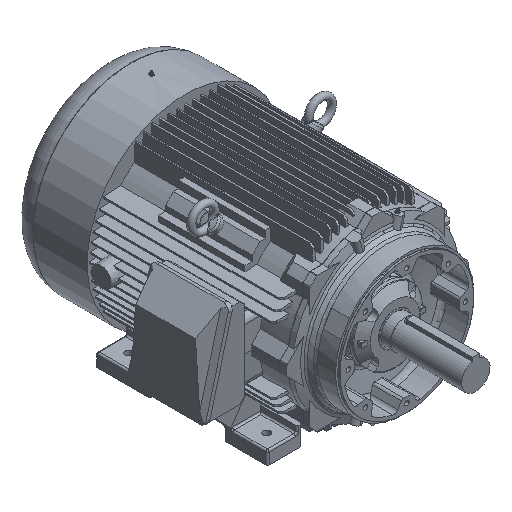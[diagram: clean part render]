
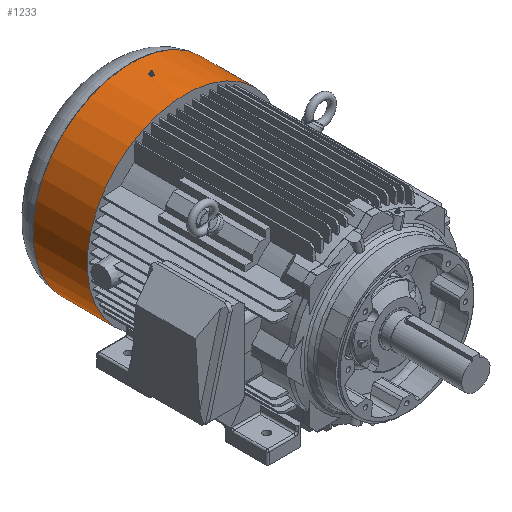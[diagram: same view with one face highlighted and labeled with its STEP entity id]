
A CAD part, isometric view. The second image highlights one B-rep face of the part: STEP entity #1233.
In plain terms, the highlighted cylindrical face has radius 298 mm (diameter 596 mm), a partial arc.
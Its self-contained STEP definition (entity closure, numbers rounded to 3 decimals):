
#1233 = ADVANCED_FACE( '', ( #3683, #3684 ), #3685, .T. );
#3683 = FACE_OUTER_BOUND( '', #17323, .T. );
#3684 = FACE_BOUND( '', #17324, .T. );
#3685 = CYLINDRICAL_SURFACE( '', #17325, 298. );
#17323 = EDGE_LOOP( '', ( #27800, #27801, #27802, #27803 ) );
#17324 = EDGE_LOOP( '', ( #27804, #27805, #27806, #27807, #27808, #27809, #27810, #27811 ) );
#17325 = AXIS2_PLACEMENT_3D( '', #27812, #27813, #27814 );
#27800 = ORIENTED_EDGE( '', *, *, #31200, .T. );
#27801 = ORIENTED_EDGE( '', *, *, #31201, .T. );
#27802 = ORIENTED_EDGE( '', *, *, #31187, .F. );
#27803 = ORIENTED_EDGE( '', *, *, #31202, .T. );
#27804 = ORIENTED_EDGE( '', *, *, #28135, .T. );
#27805 = ORIENTED_EDGE( '', *, *, #28127, .T. );
#27806 = ORIENTED_EDGE( '', *, *, #28125, .T. );
#27807 = ORIENTED_EDGE( '', *, *, #28120, .T. );
#27808 = ORIENTED_EDGE( '', *, *, #31203, .T. );
#27809 = ORIENTED_EDGE( '', *, *, #28143, .T. );
#27810 = ORIENTED_EDGE( '', *, *, #31204, .T. );
#27811 = ORIENTED_EDGE( '', *, *, #28139, .T. );
#27812 = CARTESIAN_POINT( '', ( 0., 565., 0. ) );
#27813 = DIRECTION( '', ( 0., 1., 0. ) );
#27814 = DIRECTION( '', ( 0., 0., 1. ) );
#28120 = EDGE_CURVE( '', #31294, #31295, #31296, .F. );
#28125 = EDGE_CURVE( '', #31304, #31294, #31305, .F. );
#28127 = EDGE_CURVE( '', #31307, #31304, #31308, .F. );
#28135 = EDGE_CURVE( '', #31321, #31307, #31322, .F. );
#28139 = EDGE_CURVE( '', #31328, #31321, #31329, .F. );
#28143 = EDGE_CURVE( '', #31335, #31336, #31337, .F. );
#31187 = EDGE_CURVE( '', #36315, #36317, #36318, .T. );
#31200 = EDGE_CURVE( '', #36333, #36334, #36335, .T. );
#31201 = EDGE_CURVE( '', #36334, #36317, #36336, .T. );
#31202 = EDGE_CURVE( '', #36315, #36333, #36337, .F. );
#31203 = EDGE_CURVE( '', #31295, #31335, #36338, .F. );
#31204 = EDGE_CURVE( '', #31336, #31328, #36339, .T. );
#31294 = VERTEX_POINT( '', #36464 );
#31295 = VERTEX_POINT( '', #36465 );
#31296 = ELLIPSE( '', #36466, 596., 298. );
#31304 = VERTEX_POINT( '', #36481 );
#31305 = LINE( '', #36482, #36483 );
#31307 = VERTEX_POINT( '', #36486 );
#31308 = ELLIPSE( '', #36487, 596., 298. );
#31321 = VERTEX_POINT( '', #36527 );
#31322 = CIRCLE( '', #36528, 298. );
#31328 = VERTEX_POINT( '', #36535 );
#31329 = ELLIPSE( '', #36536, 596., 298. );
#31335 = VERTEX_POINT( '', #36544 );
#31336 = VERTEX_POINT( '', #36545 );
#31337 = ELLIPSE( '', #36546, 596., 298. );
#36315 = VERTEX_POINT( '', #50583 );
#36317 = VERTEX_POINT( '', #50585 );
#36318 = CIRCLE( '', #50586, 298. );
#36333 = VERTEX_POINT( '', #50794 );
#36334 = VERTEX_POINT( '', #50795 );
#36335 = CIRCLE( '', #50796, 298. );
#36336 = LINE( '', #50797, #50798 );
#36337 = LINE( '', #50799, #50800 );
#36338 = CIRCLE( '', #50801, 298. );
#36339 = LINE( '', #50802, #50803 );
#36464 = CARTESIAN_POINT( '', ( -4.493, 676.218, 297.966 ) );
#36465 = CARTESIAN_POINT( '', ( -3.175, 678.5, 297.983 ) );
#36466 = AXIS2_PLACEMENT_3D( '', #51220, #51221, #51222 );
#36481 = CARTESIAN_POINT( '', ( -4.493, 669.782, 297.966 ) );
#36482 = CARTESIAN_POINT( '', ( -4.493, 565., 297.966 ) );
#36483 = VECTOR( '', #51226, 1000. );
#36486 = CARTESIAN_POINT( '', ( -3.175, 667.5, 297.983 ) );
#36487 = AXIS2_PLACEMENT_3D( '', #51228, #51229, #51230 );
#36527 = CARTESIAN_POINT( '', ( 3.175, 667.5, 297.983 ) );
#36528 = AXIS2_PLACEMENT_3D( '', #51235, #51236, #51237 );
#36535 = CARTESIAN_POINT( '', ( 4.493, 669.782, 297.966 ) );
#36536 = AXIS2_PLACEMENT_3D( '', #51245, #51246, #51247 );
#36544 = CARTESIAN_POINT( '', ( 3.175, 678.5, 297.983 ) );
#36545 = CARTESIAN_POINT( '', ( 4.493, 676.218, 297.966 ) );
#36546 = AXIS2_PLACEMENT_3D( '', #51253, #51254, #51255 );
#50583 = CARTESIAN_POINT( '', ( 131.952, 570., -267.194 ) );
#50585 = CARTESIAN_POINT( '', ( -131.952, 570., -267.194 ) );
#50586 = AXIS2_PLACEMENT_3D( '', #55830, #55831, #55832 );
#50794 = CARTESIAN_POINT( '', ( 131.952, 735.12, -267.194 ) );
#50795 = CARTESIAN_POINT( '', ( -131.952, 735.12, -267.194 ) );
#50796 = AXIS2_PLACEMENT_3D( '', #55846, #55847, #55848 );
#50797 = CARTESIAN_POINT( '', ( -131.952, 1015.371, -267.194 ) );
#50798 = VECTOR( '', #55849, 1000. );
#50799 = CARTESIAN_POINT( '', ( 131.952, 1015.371, -267.194 ) );
#50800 = VECTOR( '', #55850, 1000. );
#50801 = AXIS2_PLACEMENT_3D( '', #55851, #55852, #55853 );
#50802 = CARTESIAN_POINT( '', ( 4.493, 565., 297.966 ) );
#50803 = VECTOR( '', #55854, 1000. );
#51220 = CARTESIAN_POINT( '', ( 0., 684., 0. ) );
#51221 = DIRECTION( '', ( 0.866, -0.5, 0. ) );
#51222 = DIRECTION( '', ( -0.5, -0.866, 0. ) );
#51226 = DIRECTION( '', ( 0., -1., 0. ) );
#51228 = CARTESIAN_POINT( '', ( 0., 662., 0. ) );
#51229 = DIRECTION( '', ( 0.866, 0.5, 0. ) );
#51230 = DIRECTION( '', ( 0.5, -0.866, 0. ) );
#51235 = CARTESIAN_POINT( '', ( 0., 667.5, 0. ) );
#51236 = DIRECTION( '', ( 0., 1., 0. ) );
#51237 = DIRECTION( '', ( -1., 0., 0. ) );
#51245 = CARTESIAN_POINT( '', ( 0., 662., 0. ) );
#51246 = DIRECTION( '', ( -0.866, 0.5, 0. ) );
#51247 = DIRECTION( '', ( -0.5, -0.866, 0. ) );
#51253 = CARTESIAN_POINT( '', ( 0., 684., 0. ) );
#51254 = DIRECTION( '', ( -0.866, -0.5, 0. ) );
#51255 = DIRECTION( '', ( 0.5, -0.866, 0. ) );
#55830 = CARTESIAN_POINT( '', ( 0., 570., 0. ) );
#55831 = DIRECTION( '', ( 0., -1., 0. ) );
#55832 = DIRECTION( '', ( 0., 0., 1. ) );
#55846 = CARTESIAN_POINT( '', ( 0., 735.12, 0. ) );
#55847 = DIRECTION( '', ( 0., -1., 0. ) );
#55848 = DIRECTION( '', ( 0., 0., 1. ) );
#55849 = DIRECTION( '', ( 0., -1., 0. ) );
#55850 = DIRECTION( '', ( 0., -1., 0. ) );
#55851 = CARTESIAN_POINT( '', ( 0., 678.5, 0. ) );
#55852 = DIRECTION( '', ( 0., -1., 0. ) );
#55853 = DIRECTION( '', ( 1., 0., 0. ) );
#55854 = DIRECTION( '', ( 0., -1., 0. ) );
